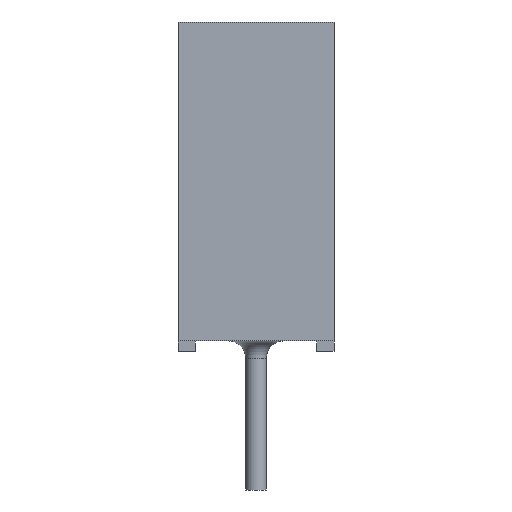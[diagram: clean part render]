
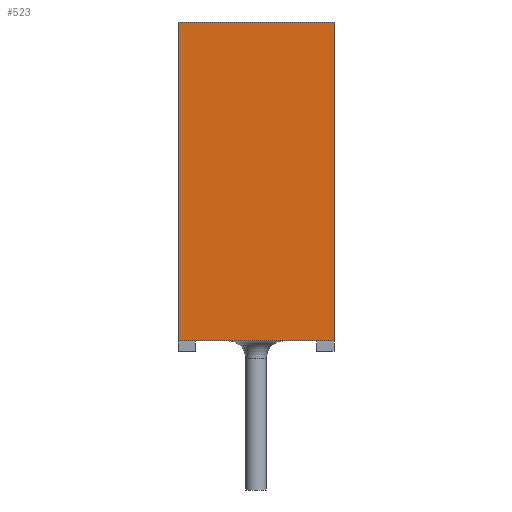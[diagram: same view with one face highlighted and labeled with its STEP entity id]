
A CAD part, left-side view. The second image highlights one B-rep face of the part: STEP entity #523.
In plain terms, the highlighted planar face has unit normal (-1, 0, 0).
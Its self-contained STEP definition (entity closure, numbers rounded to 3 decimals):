
#523 = ADVANCED_FACE( '', ( #1150 ), #1151, .F. );
#1150 = FACE_OUTER_BOUND( '', #1908, .T. );
#1151 = PLANE( '', #1909 );
#1908 = EDGE_LOOP( '', ( #3741, #3742, #3743, #3744 ) );
#1909 = AXIS2_PLACEMENT_3D( '', #3745, #3746, #3747 );
#3741 = ORIENTED_EDGE( '', *, *, #5370, .T. );
#3742 = ORIENTED_EDGE( '', *, *, #5528, .F. );
#3743 = ORIENTED_EDGE( '', *, *, #5515, .F. );
#3744 = ORIENTED_EDGE( '', *, *, #5529, .T. );
#3745 = CARTESIAN_POINT( '', ( -6.5, -2.25, 4.6 ) );
#3746 = DIRECTION( '', ( 1., 0., 0. ) );
#3747 = DIRECTION( '', ( 0., 0., -1. ) );
#5370 = EDGE_CURVE( '', #6441, #6442, #6443, .T. );
#5515 = EDGE_CURVE( '', #6640, #6641, #6642, .T. );
#5528 = EDGE_CURVE( '', #6641, #6442, #6657, .T. );
#5529 = EDGE_CURVE( '', #6640, #6441, #6658, .T. );
#6441 = VERTEX_POINT( '', #8726 );
#6442 = VERTEX_POINT( '', #8727 );
#6443 = LINE( '', #8728, #8729 );
#6640 = VERTEX_POINT( '', #9385 );
#6641 = VERTEX_POINT( '', #9386 );
#6642 = LINE( '', #9387, #9388 );
#6657 = LINE( '', #9414, #9415 );
#6658 = LINE( '', #9416, #9417 );
#8726 = CARTESIAN_POINT( '', ( -6.5, 2.25, 4.6 ) );
#8727 = CARTESIAN_POINT( '', ( -6.5, 2.25, -4.6 ) );
#8728 = CARTESIAN_POINT( '', ( -6.5, 2.25, 4.6 ) );
#8729 = VECTOR( '', #10341, 1000. );
#9385 = CARTESIAN_POINT( '', ( -6.5, -2.25, 4.6 ) );
#9386 = CARTESIAN_POINT( '', ( -6.5, -2.25, -4.6 ) );
#9387 = CARTESIAN_POINT( '', ( -6.5, -2.25, 4.6 ) );
#9388 = VECTOR( '', #10412, 1000. );
#9414 = CARTESIAN_POINT( '', ( -6.5, -2.25, -4.6 ) );
#9415 = VECTOR( '', #10421, 1000. );
#9416 = CARTESIAN_POINT( '', ( -6.5, -2.25, 4.6 ) );
#9417 = VECTOR( '', #10422, 1000. );
#10341 = DIRECTION( '', ( 0., 0., -1. ) );
#10412 = DIRECTION( '', ( 0., 0., -1. ) );
#10421 = DIRECTION( '', ( 0., 1., 0. ) );
#10422 = DIRECTION( '', ( 0., 1., 0. ) );
